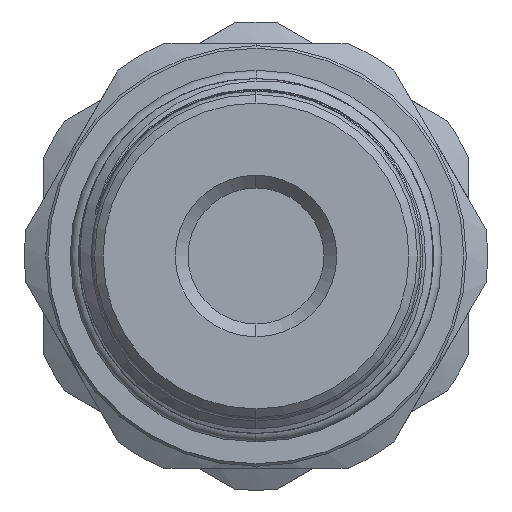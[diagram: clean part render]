
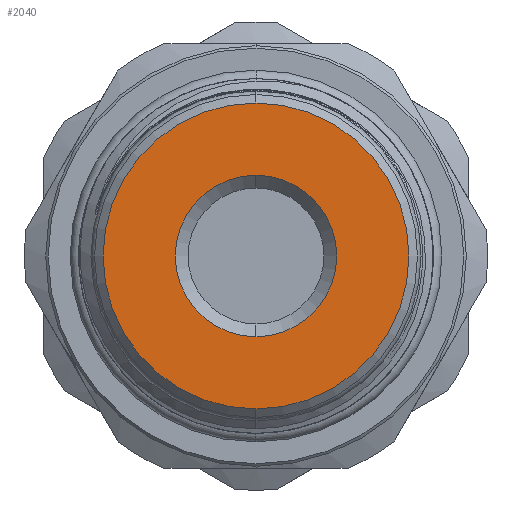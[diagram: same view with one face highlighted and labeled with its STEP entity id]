
A CAD part, left-side view. The second image highlights one B-rep face of the part: STEP entity #2040.
In plain terms, the highlighted planar face has unit normal (-1, 0, 0).
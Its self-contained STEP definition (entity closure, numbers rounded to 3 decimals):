
#548 = CARTESIAN_POINT ( 'NONE',  ( 0., 0., 0. ) ) ;
#816 = AXIS2_PLACEMENT_3D ( 'NONE', #11627, #6683, #17963 ) ;
#1594 = ORIENTED_EDGE ( 'NONE', *, *, #7653, .T. ) ;
#1646 = VERTEX_POINT ( 'NONE', #17826 ) ;
#2040 = ADVANCED_FACE ( 'NONE', ( #12466, #4144 ), #18093, .F. ) ;
#2543 = DIRECTION ( 'NONE',  ( 0., 0., 1. ) ) ;
#3312 = CARTESIAN_POINT ( 'NONE',  ( 0., 0., 0. ) ) ;
#3587 = CARTESIAN_POINT ( 'NONE',  ( 0., 0., 18. ) ) ;
#3785 = DIRECTION ( 'NONE',  ( 1., 0., 0. ) ) ;
#3809 = EDGE_CURVE ( 'NONE', #1646, #19793, #14424, .T. ) ;
#4005 = CARTESIAN_POINT ( 'NONE',  ( 0., 0., 0. ) ) ;
#4086 = CIRCLE ( 'NONE', #13976, 18. ) ;
#4144 = FACE_BOUND ( 'NONE', #14906, .T. ) ;
#4434 = VERTEX_POINT ( 'NONE', #3587 ) ;
#4682 = EDGE_CURVE ( 'NONE', #20671, #4434, #4086, .T. ) ;
#4822 = ORIENTED_EDGE ( 'NONE', *, *, #4682, .T. ) ;
#5346 = DIRECTION ( 'NONE',  ( 0., 0., -1. ) ) ;
#6683 = DIRECTION ( 'NONE',  ( -1., 0., 0. ) ) ;
#6820 = DIRECTION ( 'NONE',  ( 0., 0., 1. ) ) ;
#7653 = EDGE_CURVE ( 'NONE', #4434, #20671, #16592, .T. ) ;
#7837 = CARTESIAN_POINT ( 'NONE',  ( 0., 0., 0. ) ) ;
#8420 = AXIS2_PLACEMENT_3D ( 'NONE', #4005, #10478, #2543 ) ;
#9707 = DIRECTION ( 'NONE',  ( -1., 0., 0. ) ) ;
#10372 = EDGE_CURVE ( 'NONE', #19793, #1646, #17775, .T. ) ;
#10478 = DIRECTION ( 'NONE',  ( -1., 0., 0. ) ) ;
#10677 = CARTESIAN_POINT ( 'NONE',  ( 0., 0., -18. ) ) ;
#11354 = DIRECTION ( 'NONE',  ( 0., 0., 1. ) ) ;
#11407 = AXIS2_PLACEMENT_3D ( 'NONE', #548, #3785, #5346 ) ;
#11627 = CARTESIAN_POINT ( 'NONE',  ( 0., 0., 0. ) ) ;
#12466 = FACE_OUTER_BOUND ( 'NONE', #14325, .T. ) ;
#13976 = AXIS2_PLACEMENT_3D ( 'NONE', #7837, #9707, #11354 ) ;
#14325 = EDGE_LOOP ( 'NONE', ( #4822, #1594 ) ) ;
#14424 = CIRCLE ( 'NONE', #15360, 9.5 ) ;
#14566 = DIRECTION ( 'NONE',  ( -1., 0., 0. ) ) ;
#14906 = EDGE_LOOP ( 'NONE', ( #16496, #20124 ) ) ;
#15360 = AXIS2_PLACEMENT_3D ( 'NONE', #3312, #14566, #6820 ) ;
#16496 = ORIENTED_EDGE ( 'NONE', *, *, #10372, .F. ) ;
#16592 = CIRCLE ( 'NONE', #816, 18. ) ;
#17775 = CIRCLE ( 'NONE', #8420, 9.5 ) ;
#17826 = CARTESIAN_POINT ( 'NONE',  ( 0., 0., -9.5 ) ) ;
#17963 = DIRECTION ( 'NONE',  ( 0., 0., 1. ) ) ;
#18093 = PLANE ( 'NONE',  #11407 ) ;
#19793 = VERTEX_POINT ( 'NONE', #20125 ) ;
#20124 = ORIENTED_EDGE ( 'NONE', *, *, #3809, .F. ) ;
#20125 = CARTESIAN_POINT ( 'NONE',  ( 0., 0., 9.5 ) ) ;
#20671 = VERTEX_POINT ( 'NONE', #10677 ) ;
